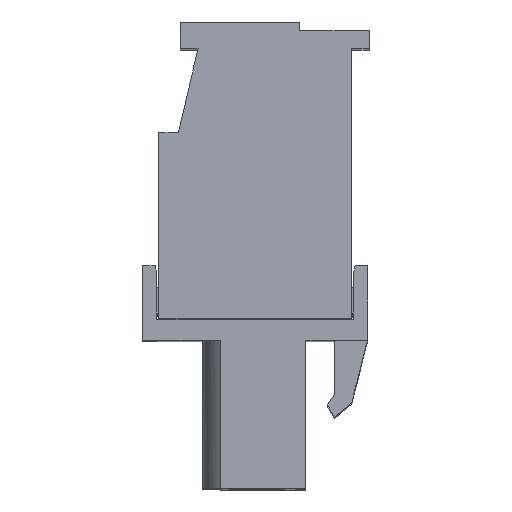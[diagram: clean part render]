
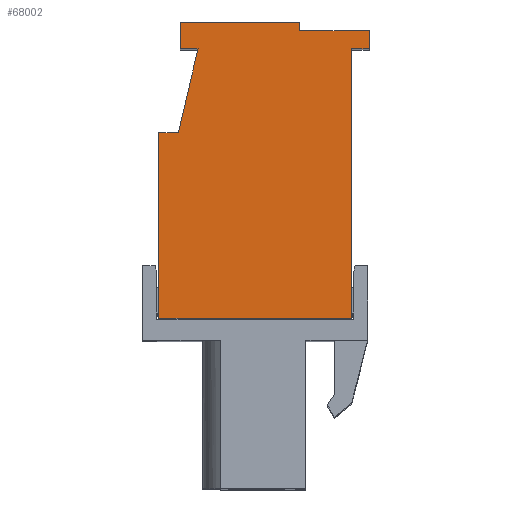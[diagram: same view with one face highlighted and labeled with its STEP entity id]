
A CAD part, top view. The second image highlights one B-rep face of the part: STEP entity #68002.
In plain terms, the highlighted planar face has unit normal (0, 0, 1).
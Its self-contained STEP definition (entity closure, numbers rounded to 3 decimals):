
#66804=CARTESIAN_POINT('',(-4.944,1.145,32.083));
#66805=VERTEX_POINT('',#66804);
#66815=CARTESIAN_POINT('',(-4.944,10.667,32.083));
#66816=VERTEX_POINT('',#66815);
#66817=CARTESIAN_POINT('',(-4.944,1.145,32.083));
#66818=CARTESIAN_POINT('',(-4.944,3.049,32.083));
#66819=CARTESIAN_POINT('',(-4.944,4.953,32.083));
#66820=CARTESIAN_POINT('',(-4.944,6.858,32.083));
#66821=CARTESIAN_POINT('',(-4.944,8.762,32.083));
#66822=CARTESIAN_POINT('',(-4.944,10.667,32.083));
#66823=B_SPLINE_CURVE_WITH_KNOTS('',5,(#66817,#66818,#66819,#66820,#66821,#66822),.UNSPECIFIED.,.F.,.U.,(6,6),(0.,10.4),.UNSPECIFIED.);
#66824=EDGE_CURVE('',#66805,#66816,#66823,.T.);
#67062=CARTESIAN_POINT('',(4.944,14.97,32.083));
#67063=VERTEX_POINT('',#67062);
#67073=CARTESIAN_POINT('',(4.944,1.145,32.083));
#67074=VERTEX_POINT('',#67073);
#67075=CARTESIAN_POINT('',(4.944,14.97,32.083));
#67076=CARTESIAN_POINT('',(4.944,12.205,32.083));
#67077=CARTESIAN_POINT('',(4.944,9.44,32.083));
#67078=CARTESIAN_POINT('',(4.944,6.675,32.083));
#67079=CARTESIAN_POINT('',(4.944,3.91,32.083));
#67080=CARTESIAN_POINT('',(4.944,1.145,32.083));
#67081=B_SPLINE_CURVE_WITH_KNOTS('',5,(#67075,#67076,#67077,#67078,#67079,#67080),.UNSPECIFIED.,.F.,.U.,(6,6),(0.,15.1),.UNSPECIFIED.);
#67082=EDGE_CURVE('',#67063,#67074,#67081,.T.);
#67191=CARTESIAN_POINT('',(-3.937,10.667,32.083));
#67192=VERTEX_POINT('',#67191);
#67193=CARTESIAN_POINT('',(-4.944,10.667,32.083));
#67194=CARTESIAN_POINT('',(-4.743,10.667,32.083));
#67195=CARTESIAN_POINT('',(-4.541,10.667,32.083));
#67196=CARTESIAN_POINT('',(-4.34,10.667,32.083));
#67197=CARTESIAN_POINT('',(-4.139,10.667,32.083));
#67198=CARTESIAN_POINT('',(-3.937,10.667,32.083));
#67199=B_SPLINE_CURVE_WITH_KNOTS('',5,(#67193,#67194,#67195,#67196,#67197,#67198),.UNSPECIFIED.,.F.,.U.,(6,6),(0.,1.1),.UNSPECIFIED.);
#67200=EDGE_CURVE('',#66816,#67192,#67199,.T.);
#67221=CARTESIAN_POINT('',(-2.93,14.97,32.083));
#67222=VERTEX_POINT('',#67221);
#67223=CARTESIAN_POINT('',(-3.937,10.667,32.083));
#67224=CARTESIAN_POINT('',(-3.736,11.528,32.083));
#67225=CARTESIAN_POINT('',(-3.534,12.388,32.083));
#67226=CARTESIAN_POINT('',(-3.333,13.249,32.083));
#67227=CARTESIAN_POINT('',(-3.131,14.11,32.083));
#67228=CARTESIAN_POINT('',(-2.93,14.97,32.083));
#67229=B_SPLINE_CURVE_WITH_KNOTS('',5,(#67223,#67224,#67225,#67226,#67227,#67228),.UNSPECIFIED.,.F.,.U.,(6,6),(0.,4.827),.UNSPECIFIED.);
#67230=EDGE_CURVE('',#67192,#67222,#67229,.T.);
#67251=CARTESIAN_POINT('',(-3.846,14.97,32.083));
#67252=VERTEX_POINT('',#67251);
#67253=CARTESIAN_POINT('',(-2.93,14.97,32.083));
#67254=CARTESIAN_POINT('',(-3.113,14.97,32.083));
#67255=CARTESIAN_POINT('',(-3.296,14.97,32.083));
#67256=CARTESIAN_POINT('',(-3.479,14.97,32.083));
#67257=CARTESIAN_POINT('',(-3.662,14.97,32.083));
#67258=CARTESIAN_POINT('',(-3.846,14.97,32.083));
#67259=B_SPLINE_CURVE_WITH_KNOTS('',5,(#67253,#67254,#67255,#67256,#67257,#67258),.UNSPECIFIED.,.F.,.U.,(6,6),(0.,1.),.UNSPECIFIED.);
#67260=EDGE_CURVE('',#67222,#67252,#67259,.T.);
#67281=CARTESIAN_POINT('',(-3.846,16.344,32.083));
#67282=VERTEX_POINT('',#67281);
#67283=CARTESIAN_POINT('',(-3.846,14.97,32.083));
#67284=CARTESIAN_POINT('',(-3.846,15.245,32.083));
#67285=CARTESIAN_POINT('',(-3.846,15.52,32.083));
#67286=CARTESIAN_POINT('',(-3.846,15.794,32.083));
#67287=CARTESIAN_POINT('',(-3.846,16.069,32.083));
#67288=CARTESIAN_POINT('',(-3.846,16.344,32.083));
#67289=B_SPLINE_CURVE_WITH_KNOTS('',5,(#67283,#67284,#67285,#67286,#67287,#67288),.UNSPECIFIED.,.F.,.U.,(6,6),(0.,1.5),.UNSPECIFIED.);
#67290=EDGE_CURVE('',#67252,#67282,#67289,.T.);
#67311=CARTESIAN_POINT('',(2.289,16.344,32.083));
#67312=VERTEX_POINT('',#67311);
#67313=CARTESIAN_POINT('',(-3.846,16.344,32.083));
#67314=CARTESIAN_POINT('',(-2.619,16.344,32.083));
#67315=CARTESIAN_POINT('',(-1.392,16.344,32.083));
#67316=CARTESIAN_POINT('',(-0.165,16.344,32.083));
#67317=CARTESIAN_POINT('',(1.062,16.344,32.083));
#67318=CARTESIAN_POINT('',(2.289,16.344,32.083));
#67319=B_SPLINE_CURVE_WITH_KNOTS('',5,(#67313,#67314,#67315,#67316,#67317,#67318),.UNSPECIFIED.,.F.,.U.,(6,6),(0.,6.7),.UNSPECIFIED.);
#67320=EDGE_CURVE('',#67282,#67312,#67319,.T.);
#67501=CARTESIAN_POINT('',(2.289,15.886,32.083));
#67502=VERTEX_POINT('',#67501);
#67503=CARTESIAN_POINT('',(2.289,16.344,32.083));
#67504=CARTESIAN_POINT('',(2.289,16.252,32.083));
#67505=CARTESIAN_POINT('',(2.289,16.161,32.083));
#67506=CARTESIAN_POINT('',(2.289,16.069,32.083));
#67507=CARTESIAN_POINT('',(2.289,15.977,32.083));
#67508=CARTESIAN_POINT('',(2.289,15.886,32.083));
#67509=B_SPLINE_CURVE_WITH_KNOTS('',5,(#67503,#67504,#67505,#67506,#67507,#67508),.UNSPECIFIED.,.F.,.U.,(6,6),(0.,0.5),.UNSPECIFIED.);
#67510=EDGE_CURVE('',#67312,#67502,#67509,.T.);
#67531=CARTESIAN_POINT('',(5.86,15.886,32.083));
#67532=VERTEX_POINT('',#67531);
#67533=CARTESIAN_POINT('',(2.289,15.886,32.083));
#67534=CARTESIAN_POINT('',(3.003,15.886,32.083));
#67535=CARTESIAN_POINT('',(3.717,15.886,32.083));
#67536=CARTESIAN_POINT('',(4.432,15.886,32.083));
#67537=CARTESIAN_POINT('',(5.146,15.886,32.083));
#67538=CARTESIAN_POINT('',(5.86,15.886,32.083));
#67539=B_SPLINE_CURVE_WITH_KNOTS('',5,(#67533,#67534,#67535,#67536,#67537,#67538),.UNSPECIFIED.,.F.,.U.,(6,6),(0.,3.9),.UNSPECIFIED.);
#67540=EDGE_CURVE('',#67502,#67532,#67539,.T.);
#67561=CARTESIAN_POINT('',(5.86,14.97,32.083));
#67562=VERTEX_POINT('',#67561);
#67563=CARTESIAN_POINT('',(5.86,15.886,32.083));
#67564=CARTESIAN_POINT('',(5.86,15.703,32.083));
#67565=CARTESIAN_POINT('',(5.86,15.52,32.083));
#67566=CARTESIAN_POINT('',(5.86,15.336,32.083));
#67567=CARTESIAN_POINT('',(5.86,15.153,32.083));
#67568=CARTESIAN_POINT('',(5.86,14.97,32.083));
#67569=B_SPLINE_CURVE_WITH_KNOTS('',5,(#67563,#67564,#67565,#67566,#67567,#67568),.UNSPECIFIED.,.F.,.U.,(6,6),(0.,1.),.UNSPECIFIED.);
#67570=EDGE_CURVE('',#67532,#67562,#67569,.T.);
#67591=CARTESIAN_POINT('',(5.86,14.97,32.083));
#67592=CARTESIAN_POINT('',(5.677,14.97,32.083));
#67593=CARTESIAN_POINT('',(5.494,14.97,32.083));
#67594=CARTESIAN_POINT('',(5.311,14.97,32.083));
#67595=CARTESIAN_POINT('',(5.127,14.97,32.083));
#67596=CARTESIAN_POINT('',(4.944,14.97,32.083));
#67597=B_SPLINE_CURVE_WITH_KNOTS('',5,(#67591,#67592,#67593,#67594,#67595,#67596),.UNSPECIFIED.,.F.,.U.,(6,6),(0.,1.),.UNSPECIFIED.);
#67598=EDGE_CURVE('',#67562,#67063,#67597,.T.);
#67629=CARTESIAN_POINT('',(2.655,1.145,32.083));
#67630=VERTEX_POINT('',#67629);
#67631=CARTESIAN_POINT('',(4.944,1.145,32.083));
#67632=CARTESIAN_POINT('',(4.486,1.145,32.083));
#67633=CARTESIAN_POINT('',(4.029,1.145,32.083));
#67634=CARTESIAN_POINT('',(3.571,1.145,32.083));
#67635=CARTESIAN_POINT('',(3.113,1.145,32.083));
#67636=CARTESIAN_POINT('',(2.655,1.145,32.083));
#67637=B_SPLINE_CURVE_WITH_KNOTS('',5,(#67631,#67632,#67633,#67634,#67635,#67636),.UNSPECIFIED.,.F.,.U.,(6,6),(0.,2.5),.UNSPECIFIED.);
#67638=EDGE_CURVE('',#67074,#67630,#67637,.T.);
#67640=CARTESIAN_POINT('',(-2.655,1.145,32.083));
#67641=VERTEX_POINT('',#67640);
#67642=CARTESIAN_POINT('',(2.655,1.145,32.083));
#67643=DIRECTION('',(-1.,0.,0.));
#67644=VECTOR('',#67643,5.311);
#67645=LINE('',#67642,#67644);
#67646=EDGE_CURVE('',#67630,#67641,#67645,.T.);
#67648=CARTESIAN_POINT('',(-2.655,1.145,32.083));
#67649=CARTESIAN_POINT('',(-3.113,1.145,32.083));
#67650=CARTESIAN_POINT('',(-3.571,1.145,32.083));
#67651=CARTESIAN_POINT('',(-4.029,1.145,32.083));
#67652=CARTESIAN_POINT('',(-4.486,1.145,32.083));
#67653=CARTESIAN_POINT('',(-4.944,1.145,32.083));
#67654=B_SPLINE_CURVE_WITH_KNOTS('',5,(#67648,#67649,#67650,#67651,#67652,#67653),.UNSPECIFIED.,.F.,.U.,(6,6),(0.,2.5),.UNSPECIFIED.);
#67655=EDGE_CURVE('',#67641,#66805,#67654,.T.);
#67981=CARTESIAN_POINT('',(0.458,8.744,32.083));
#67982=DIRECTION('',(-1.,0.,0.));
#67983=DIRECTION('',(0.,0.,1.));
#67984=AXIS2_PLACEMENT_3D('',#67981,#67983,#67982);
#67985=PLANE('',#67984);
#67986=ORIENTED_EDGE('',*,*,#67638,.F.);
#67987=ORIENTED_EDGE('',*,*,#67082,.F.);
#67988=ORIENTED_EDGE('',*,*,#67598,.F.);
#67989=ORIENTED_EDGE('',*,*,#67570,.F.);
#67990=ORIENTED_EDGE('',*,*,#67540,.F.);
#67991=ORIENTED_EDGE('',*,*,#67510,.F.);
#67992=ORIENTED_EDGE('',*,*,#67320,.F.);
#67993=ORIENTED_EDGE('',*,*,#67290,.F.);
#67994=ORIENTED_EDGE('',*,*,#67260,.F.);
#67995=ORIENTED_EDGE('',*,*,#67230,.F.);
#67996=ORIENTED_EDGE('',*,*,#67200,.F.);
#67997=ORIENTED_EDGE('',*,*,#66824,.F.);
#67998=ORIENTED_EDGE('',*,*,#67655,.F.);
#67999=ORIENTED_EDGE('',*,*,#67646,.F.);
#68000=EDGE_LOOP('',(#67986,#67987,#67988,#67989,#67990,#67991,#67992,#67993,#67994,#67995,#67996,#67997,#67998,#67999));
#68001=FACE_OUTER_BOUND('',#68000,.T.);
#68002=ADVANCED_FACE('',(#68001),#67985,.T.);
